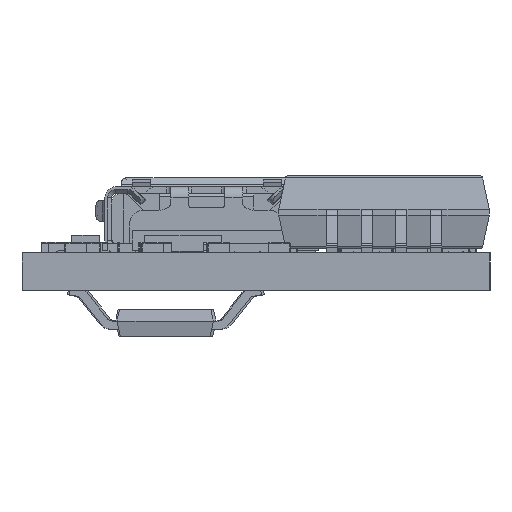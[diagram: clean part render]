
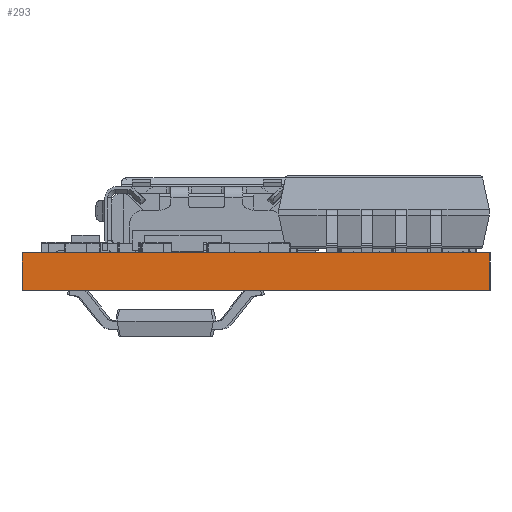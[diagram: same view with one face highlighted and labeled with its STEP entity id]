
A CAD part, left-side view. The second image highlights one B-rep face of the part: STEP entity #293.
In plain terms, the highlighted planar face has unit normal (-1, 0, 0).
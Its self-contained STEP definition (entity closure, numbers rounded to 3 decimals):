
#237 = VERTEX_POINT('',#238);
#238 = CARTESIAN_POINT('',(-96.5,46.25,0.68));
#244 = EDGE_CURVE('',#245,#237,#247,.T.);
#245 = VERTEX_POINT('',#246);
#246 = CARTESIAN_POINT('',(-96.5,46.25,-0.68));
#247 = LINE('',#248,#249);
#248 = CARTESIAN_POINT('',(-96.5,46.25,-0.68));
#249 = VECTOR('',#250,1.);
#250 = DIRECTION('',(0.,0.,1.));
#293 = ADVANCED_FACE('',(#294),#319,.F.);
#294 = FACE_BOUND('',#295,.F.);
#295 = EDGE_LOOP('',(#296,#297,#305,#313));
#296 = ORIENTED_EDGE('',*,*,#244,.T.);
#297 = ORIENTED_EDGE('',*,*,#298,.T.);
#298 = EDGE_CURVE('',#237,#299,#301,.T.);
#299 = VERTEX_POINT('',#300);
#300 = CARTESIAN_POINT('',(-96.5,29.25,0.68));
#301 = LINE('',#302,#303);
#302 = CARTESIAN_POINT('',(-96.5,46.25,0.68));
#303 = VECTOR('',#304,1.);
#304 = DIRECTION('',(0.,-1.,0.));
#305 = ORIENTED_EDGE('',*,*,#306,.F.);
#306 = EDGE_CURVE('',#307,#299,#309,.T.);
#307 = VERTEX_POINT('',#308);
#308 = CARTESIAN_POINT('',(-96.5,29.25,-0.68));
#309 = LINE('',#310,#311);
#310 = CARTESIAN_POINT('',(-96.5,29.25,-0.68));
#311 = VECTOR('',#312,1.);
#312 = DIRECTION('',(0.,0.,1.));
#313 = ORIENTED_EDGE('',*,*,#314,.F.);
#314 = EDGE_CURVE('',#245,#307,#315,.T.);
#315 = LINE('',#316,#317);
#316 = CARTESIAN_POINT('',(-96.5,46.25,-0.68));
#317 = VECTOR('',#318,1.);
#318 = DIRECTION('',(0.,-1.,0.));
#319 = PLANE('',#320);
#320 = AXIS2_PLACEMENT_3D('',#321,#322,#323);
#321 = CARTESIAN_POINT('',(-96.5,46.25,-0.68));
#322 = DIRECTION('',(1.,0.,0.));
#323 = DIRECTION('',(0.,-1.,0.));
